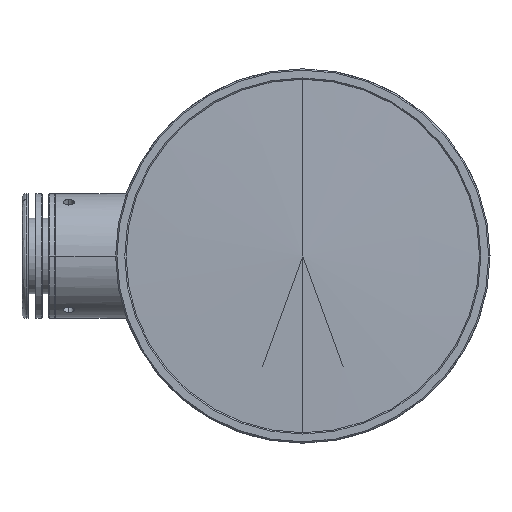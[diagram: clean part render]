
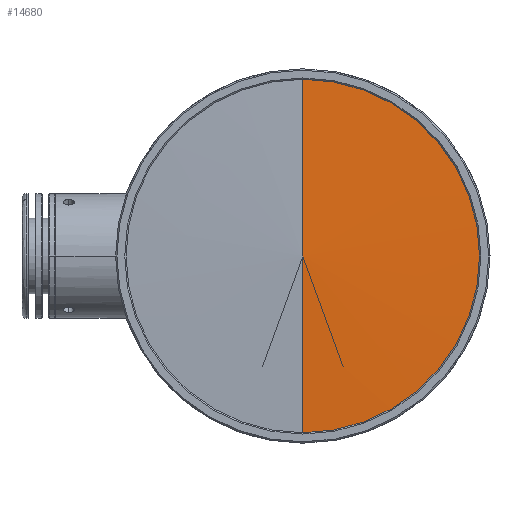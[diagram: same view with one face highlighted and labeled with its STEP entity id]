
A CAD part, left-side view. The second image highlights one B-rep face of the part: STEP entity #14680.
In plain terms, the highlighted conical face has half-angle 88.257 degrees and reference radius 39.65 mm.
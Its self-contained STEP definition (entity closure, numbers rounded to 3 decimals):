
#31 = VECTOR ( 'NONE', #15476, 1000. ) ;
#45 = ORIENTED_EDGE ( 'NONE', *, *, #378, .T. ) ;
#378 = EDGE_CURVE ( 'NONE', #1073, #12154, #2255, .T. ) ;
#1073 = VERTEX_POINT ( 'NONE', #11616 ) ;
#1190 = EDGE_CURVE ( 'NONE', #12154, #17650, #13962, .T. ) ;
#2255 = LINE ( 'NONE', #6285, #23707 ) ;
#6285 = CARTESIAN_POINT ( 'NONE',  ( 1.206, 0., -39.65 ) ) ;
#6355 = AXIS2_PLACEMENT_3D ( 'NONE', #14916, #15091, #25225 ) ;
#6454 = DIRECTION ( 'NONE',  ( -1., 0., 0. ) ) ;
#7126 = CARTESIAN_POINT ( 'NONE',  ( 1.206, 0., -39.65 ) ) ;
#7521 = FACE_OUTER_BOUND ( 'NONE', #18466, .T. ) ;
#8118 = DIRECTION ( 'NONE',  ( 0.03, 0., -1. ) ) ;
#8190 = CARTESIAN_POINT ( 'NONE',  ( 1.206, -39.65, 0. ) ) ;
#8542 = ORIENTED_EDGE ( 'NONE', *, *, #14431, .F. ) ;
#8560 = ORIENTED_EDGE ( 'NONE', *, *, #1190, .T. ) ;
#10615 = AXIS2_PLACEMENT_3D ( 'NONE', #20325, #6454, #14418 ) ;
#11376 = AXIS2_PLACEMENT_3D ( 'NONE', #16283, #14203, #24473 ) ;
#11398 = CARTESIAN_POINT ( 'NONE',  ( 1.206, 0., 39.65 ) ) ;
#11616 = CARTESIAN_POINT ( 'NONE',  ( 0., 0., 0. ) ) ;
#12154 = VERTEX_POINT ( 'NONE', #7126 ) ;
#13859 = VERTEX_POINT ( 'NONE', #18599 ) ;
#13962 = CIRCLE ( 'NONE', #10615, 39.65 ) ;
#14203 = DIRECTION ( 'NONE',  ( 1., 0., 0. ) ) ;
#14418 = DIRECTION ( 'NONE',  ( 0., -1., 0. ) ) ;
#14431 = EDGE_CURVE ( 'NONE', #1073, #13859, #22377, .T. ) ;
#14680 = ADVANCED_FACE ( 'NONE', ( #7521 ), #14809, .T. ) ;
#14809 = CONICAL_SURFACE ( 'NONE', #11376, 39.65, 1.54 ) ;
#14916 = CARTESIAN_POINT ( 'NONE',  ( 1.206, 0., 0. ) ) ;
#15091 = DIRECTION ( 'NONE',  ( -1., 0., 0. ) ) ;
#15476 = DIRECTION ( 'NONE',  ( 0.03, 0., 1. ) ) ;
#16283 = CARTESIAN_POINT ( 'NONE',  ( 1.206, 0., 0. ) ) ;
#17650 = VERTEX_POINT ( 'NONE', #8190 ) ;
#17938 = EDGE_CURVE ( 'NONE', #17650, #13859, #18472, .T. ) ;
#18466 = EDGE_LOOP ( 'NONE', ( #8542, #45, #8560, #19799 ) ) ;
#18472 = CIRCLE ( 'NONE', #6355, 39.65 ) ;
#18599 = CARTESIAN_POINT ( 'NONE',  ( 1.206, 0., 39.65 ) ) ;
#19799 = ORIENTED_EDGE ( 'NONE', *, *, #17938, .T. ) ;
#20325 = CARTESIAN_POINT ( 'NONE',  ( 1.206, 0., 0. ) ) ;
#22377 = LINE ( 'NONE', #11398, #31 ) ;
#23707 = VECTOR ( 'NONE', #8118, 1000. ) ;
#24473 = DIRECTION ( 'NONE',  ( 0., 0., -1. ) ) ;
#25225 = DIRECTION ( 'NONE',  ( 0., -1., 0. ) ) ;
